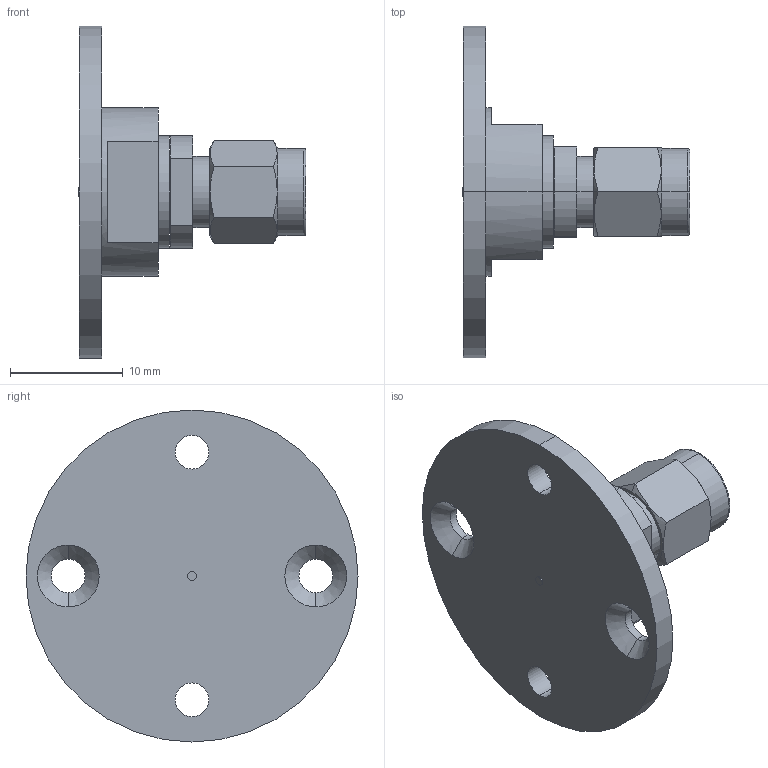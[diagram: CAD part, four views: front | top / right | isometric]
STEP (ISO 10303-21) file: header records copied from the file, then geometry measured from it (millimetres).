
FILE_DESCRIPTION (( 'STEP AP203' ), '1' );
FILE_NAME ('SET-HFS-TEST-PCB29R_0.STEP', '2020-03-11T11:29:31', ( '' ), ( '' ), 'SwSTEP 2.0', 'SolidWorks 2018', '' );
FILE_SCHEMA (( 'CONFIG_CONTROL_DESIGN' ));
Length unit declared in the file: millimetre
Products named in the file (1): SET-HFS-TEST-PCB29R_0
Bounding box: 20.23 x 29.5 x 29.5 mm (x, y, z)
Volume: 2671.5 mm3; surface area: 2832 mm2
Topology: 1 solids, 1 shells, 210 faces, 511 edges, 328 vertices
Faces by surface type: plane 87, cylinder 67, bspline 38, cone 18
Entity records: 7052 total; most frequent: CARTESIAN_POINT 2239, ORIENTED_EDGE 1022, DIRECTION 909, EDGE_CURVE 511, AXIS2_PLACEMENT_3D 345, VERTEX_POINT 328, EDGE_LOOP 247, VECTOR 219
